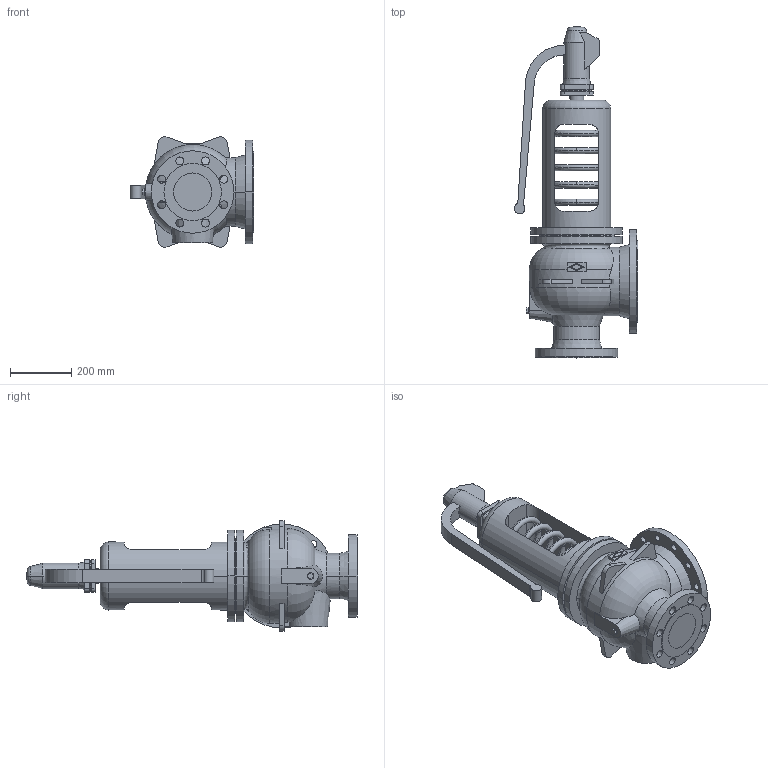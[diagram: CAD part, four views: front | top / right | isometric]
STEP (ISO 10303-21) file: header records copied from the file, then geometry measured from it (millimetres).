
FILE_DESCRIPTION(('Creo Elements/Direct Modeling STEP Export'),'2;1');
FILE_NAME('c000000839.stp','2013-11-13T11:27:52',(''),(''),'Creo Elements/Direct Modeling STEP processor for AP214 (Solid Model)','Creo Elements/Direct Modeling 17.0D 15-Jul-2011 (C) Parametric Technology GmbH','');
FILE_SCHEMA(('AUTOMOTIVE_DESIGN { 1 0 10303 214 1 1 1 1 }'));
Length unit declared in the file: millimetre
Products named in the file (1): 1
Bounding box: 404.32 x 1087 x 362 mm (x, y, z)
Volume: 37901180.7 mm3; surface area: 1499656.1 mm2
Topology: 1 solids, 1 shells, 248 faces, 674 edges, 438 vertices
Faces by surface type: cylinder 102, plane 95, torus 38, cone 13
Entity records: 9377 total; most frequent: CARTESIAN_POINT 3342, ORIENTED_EDGE 1348, DIRECTION 1160, EDGE_CURVE 674, AXIS2_PLACEMENT_3D 442, VERTEX_POINT 438, EDGE_LOOP 320, VECTOR 276
